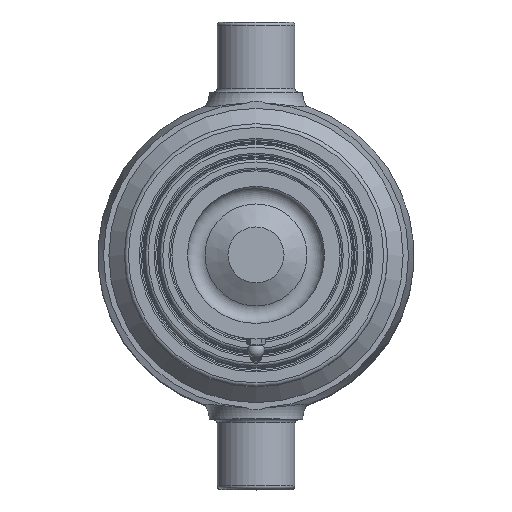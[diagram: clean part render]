
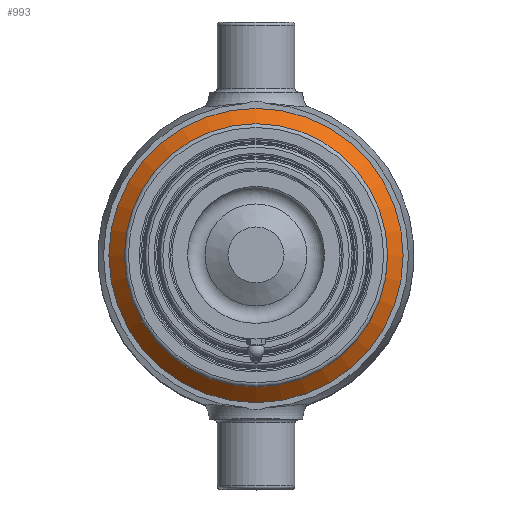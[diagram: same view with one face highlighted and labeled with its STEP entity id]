
A CAD part, top view. The second image highlights one B-rep face of the part: STEP entity #993.
In plain terms, the highlighted conical face has half-angle 45 degrees and reference radius 94.5 mm.
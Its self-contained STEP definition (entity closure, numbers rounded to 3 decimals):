
#993 = ADVANCED_FACE( '', ( #2214, #2215 ), #2216, .T. );
#2214 = FACE_BOUND( '', #3600, .T. );
#2215 = FACE_OUTER_BOUND( '', #3601, .T. );
#2216 = CONICAL_SURFACE( '', #3602, 94.5, 0.785 );
#3600 = EDGE_LOOP( '', ( #5790 ) );
#3601 = EDGE_LOOP( '', ( #5791 ) );
#3602 = AXIS2_PLACEMENT_3D( '', #5792, #5793, #5794 );
#5790 = ORIENTED_EDGE( '', *, *, #6749, .F. );
#5791 = ORIENTED_EDGE( '', *, *, #6792, .T. );
#5792 = CARTESIAN_POINT( '', ( 0., 0., 328. ) );
#5793 = DIRECTION( '', ( 0., 0., -1. ) );
#5794 = DIRECTION( '', ( -1., 0., 0. ) );
#6749 = EDGE_CURVE( '', #7959, #7959, #7960, .T. );
#6792 = EDGE_CURVE( '', #8023, #8023, #8024, .T. );
#7959 = VERTEX_POINT( '', #10448 );
#7960 = CIRCLE( '', #10449, 84.5 );
#8023 = VERTEX_POINT( '', #10593 );
#8024 = CIRCLE( '', #10594, 94.5 );
#10448 = CARTESIAN_POINT( '', ( -84.5, 0., 338. ) );
#10449 = AXIS2_PLACEMENT_3D( '', #11994, #11995, #11996 );
#10593 = CARTESIAN_POINT( '', ( -94.5, 0., 328. ) );
#10594 = AXIS2_PLACEMENT_3D( '', #12049, #12050, #12051 );
#11994 = CARTESIAN_POINT( '', ( 0., 0., 338. ) );
#11995 = DIRECTION( '', ( 0., 0., 1. ) );
#11996 = DIRECTION( '', ( -1., 0., 0. ) );
#12049 = CARTESIAN_POINT( '', ( 0., 0., 328. ) );
#12050 = DIRECTION( '', ( 0., 0., 1. ) );
#12051 = DIRECTION( '', ( -1., 0., 0. ) );
